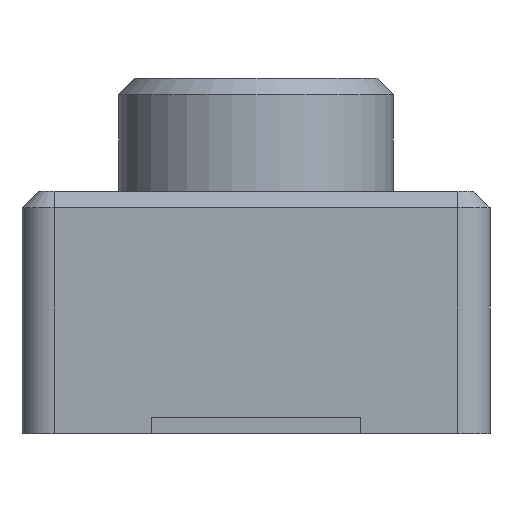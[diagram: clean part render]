
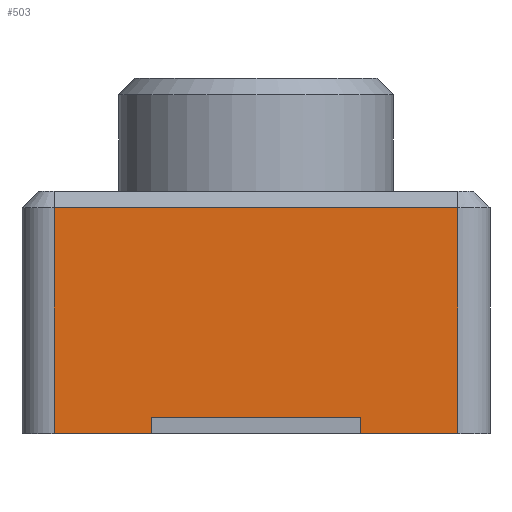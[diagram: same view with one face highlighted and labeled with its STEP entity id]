
A CAD part, left-side view. The second image highlights one B-rep face of the part: STEP entity #503.
In plain terms, the highlighted planar face has unit normal (-1, 0, 0).
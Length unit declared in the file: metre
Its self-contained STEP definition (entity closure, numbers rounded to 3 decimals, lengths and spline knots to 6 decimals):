
#97=ORIENTED_EDGE('',*,*,#204,.T.);
#98=ORIENTED_EDGE('',*,*,#205,.T.);
#99=ORIENTED_EDGE('',*,*,#206,.T.);
#100=ORIENTED_EDGE('',*,*,#207,.F.);
#204=EDGE_CURVE('',#263,#264,#311,.F.);
#205=EDGE_CURVE('',#264,#265,#312,.T.);
#206=EDGE_CURVE('',#265,#266,#313,.T.);
#207=EDGE_CURVE('',#263,#266,#314,.T.);
#263=VERTEX_POINT('',#847);
#264=VERTEX_POINT('',#848);
#265=VERTEX_POINT('',#850);
#266=VERTEX_POINT('',#852);
#311=LINE('',#846,#363);
#312=LINE('',#849,#364);
#313=LINE('',#851,#365);
#314=LINE('',#853,#366);
#363=VECTOR('',#693,1.);
#364=VECTOR('',#694,1.);
#365=VECTOR('',#695,1.);
#366=VECTOR('',#696,1.);
#409=EDGE_LOOP('',(#97,#98,#99,#100));
#445=FACE_BOUND('',#409,.T.);
#477=PLANE('',#591);
#503=ADVANCED_FACE('',(#445),#477,.T.);
#591=AXIS2_PLACEMENT_3D('',#845,#691,#692);
#691=DIRECTION('',(-1.,0.,0.));
#692=DIRECTION('',(0.,0.,1.));
#693=DIRECTION('',(0.,0.,-1.));
#694=DIRECTION('',(0.,1.,0.));
#695=DIRECTION('',(0.,0.,-1.));
#696=DIRECTION('',(0.,1.,0.));
#845=CARTESIAN_POINT('',(-0.002,-0.00105,0.0015));
#846=CARTESIAN_POINT('',(-0.002,-0.00125,0.0015));
#847=CARTESIAN_POINT('',(-0.002,-0.00125,0.));
#848=CARTESIAN_POINT('',(-0.002,-0.00125,0.0014));
#849=CARTESIAN_POINT('',(-0.002,-0.00105,0.0014));
#850=CARTESIAN_POINT('',(-0.002,0.00125,0.0014));
#851=CARTESIAN_POINT('',(-0.002,0.00125,0.));
#852=CARTESIAN_POINT('',(-0.002,0.00125,0.));
#853=CARTESIAN_POINT('',(-0.002,-0.00105,0.));
